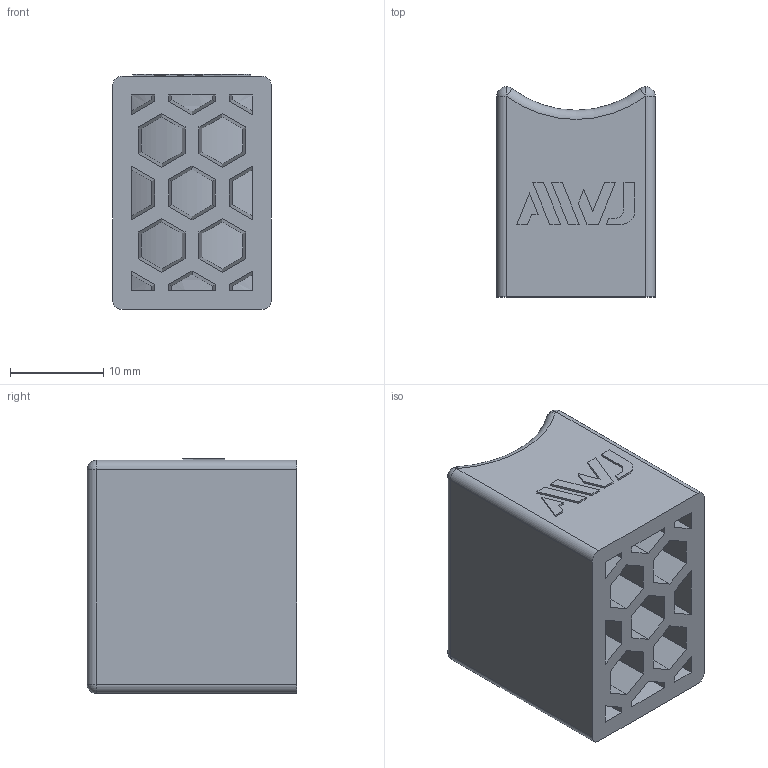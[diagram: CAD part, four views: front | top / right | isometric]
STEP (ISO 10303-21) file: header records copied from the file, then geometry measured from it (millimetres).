
FILE_DESCRIPTION( ( 'STEP AP203' ), '1' );
FILE_NAME( 'SG15.step', '2022-07-19T08:03:41', ( ' ' ), ( ' ' ), 'XStep 1.0', ' ', ' ' );
FILE_SCHEMA( ( 'CONFIG_CONTROL_DESIGN' ) );
Length unit declared in the file: millimetre
Products named in the file (1): 1
Bounding box: 17 x 22.5 x 25.2 mm (x, y, z)
Volume: 6497.3 mm3; surface area: 5466 mm2
Topology: 1 solids, 1 shells, 140 faces, 344 edges, 216 vertices
Faces by surface type: plane 102, cylinder 28, sphere 8, torus 2
Entity records: 4066 total; most frequent: CARTESIAN_POINT 693, DIRECTION 692, ORIENTED_EDGE 672, EDGE_CURVE 336, LINE 262, VECTOR 262, VERTEX_POINT 216, AXIS2_PLACEMENT_3D 215
